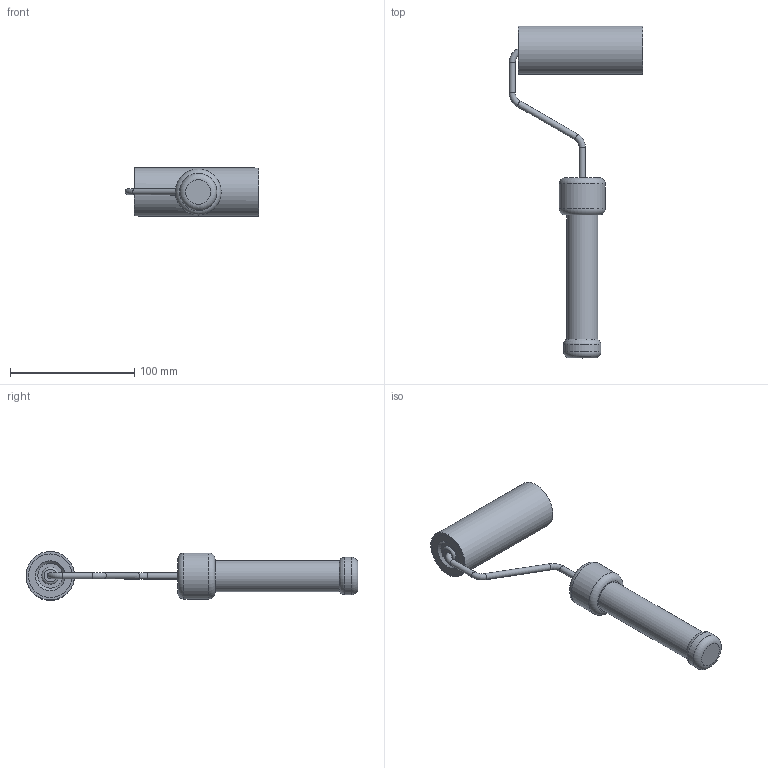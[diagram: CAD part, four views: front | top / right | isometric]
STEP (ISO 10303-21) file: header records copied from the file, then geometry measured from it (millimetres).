
FILE_DESCRIPTION(/* description */ (''),/* implementation_level */ '2;1');
FILE_NAME(/* name */ 'paint roller.stp',/* time_stamp */ '2024-06-20T09:53:44+04:00',/* author */ ('Tofi'),/* organization */ (''),/* preprocessor_version */ 'ST-DEVELOPER v20',/* originating_system */ 'Autodesk Inventor 2025',/* authorisation */ '');
FILE_SCHEMA (('AUTOMOTIVE_DESIGN { 1 0 10303 214 3 1 1 }'));
Length unit declared in the file: millimetre
Products named in the file (4): Сборка Валик; Валик Валик; Валик держатель; Валик Ручка
Assembly tree (3 placements, depth 2):
  Сборка Валик
    Валик Валик
    Валик держатель
    Валик Ручка
Bounding box: 107.58 x 267 x 39.42 mm (x, y, z)
Volume: 211124.2 mm3; surface area: 58406.3 mm2
Topology: 4 solids, 4 shells, 39 faces, 69 edges, 44 vertices
Faces by surface type: plane 14, cylinder 12, torus 9, cone 4
Full cylindrical faces by diameter (mm): 5 x6, 25 x1, 30 x1, 35 x2, 37 x1, 39 x1
Entity records: 1142 total; most frequent: DIRECTION 214, CARTESIAN_POINT 159, ORIENTED_EDGE 138, AXIS2_PLACEMENT_3D 99, EDGE_CURVE 69, CIRCLE 53, EDGE_LOOP 49, VERTEX_POINT 44
